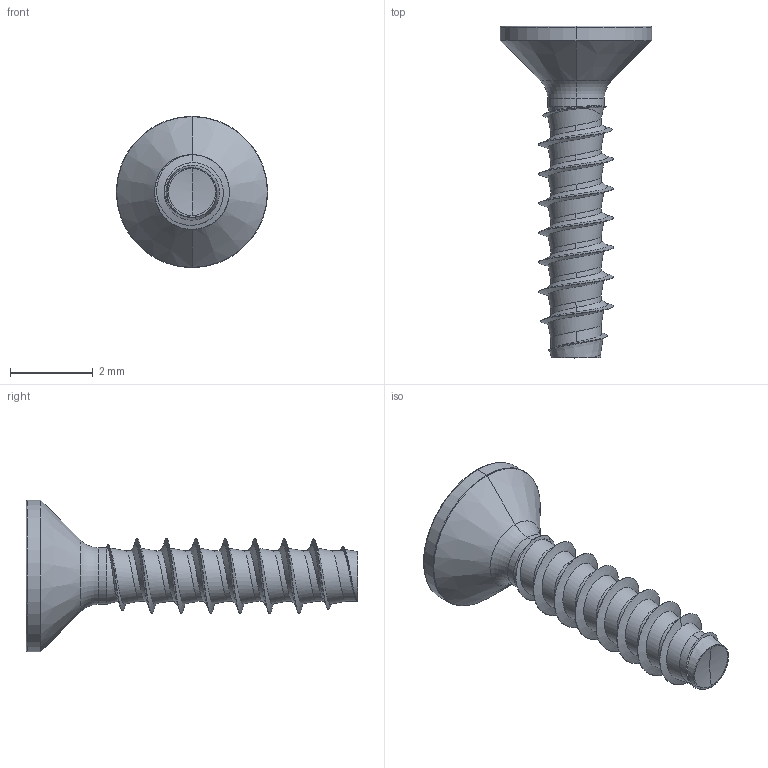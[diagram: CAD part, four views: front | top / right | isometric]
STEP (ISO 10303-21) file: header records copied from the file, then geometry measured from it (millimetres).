
FILE_DESCRIPTION (( 'STEP AP203' ), '1' );
FILE_NAME ('STP410180080.STEP', '2017-08-16T13:22:58', ( '' ), ( '' ), 'SwSTEP 2.0', 'SolidWorks 2015', '' );
FILE_SCHEMA (( 'CONFIG_CONTROL_DESIGN' ));
Length unit declared in the file: millimetre
Products named in the file (1): STP410180080
Bounding box: 3.65 x 8 x 3.65 mm (x, y, z)
Volume: 17.3 mm3; surface area: 72.5 mm2
Topology: 1 solids, 1 shells, 99 faces, 243 edges, 146 vertices
Faces by surface type: cylinder 42, bspline 35, cone 12, torus 6, sphere 2, plane 2
Entity records: 13266 total; most frequent: CARTESIAN_POINT 11226, ORIENTED_EDGE 482, DIRECTION 308, EDGE_CURVE 241, VERTEX_POINT 146, AXIS2_PLACEMENT_3D 125, B_SPLINE_CURVE_WITH_KNOTS 106, EDGE_LOOP 101
